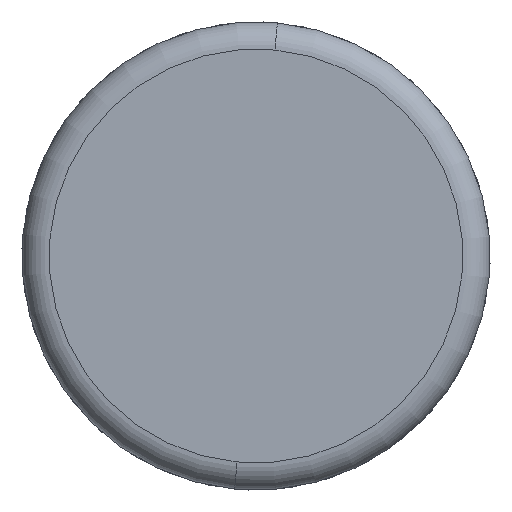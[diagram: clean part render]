
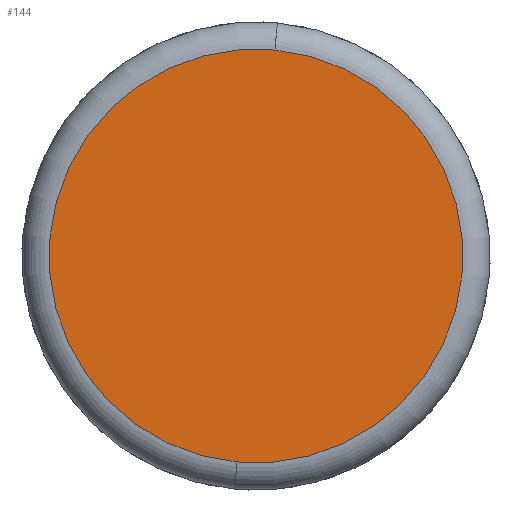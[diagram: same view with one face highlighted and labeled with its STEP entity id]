
A CAD part, left-side view. The second image highlights one B-rep face of the part: STEP entity #144.
In plain terms, the highlighted planar face has unit normal (-1, 0, 0).
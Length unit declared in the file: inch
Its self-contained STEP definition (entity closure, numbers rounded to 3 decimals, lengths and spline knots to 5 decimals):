
#5 = DIRECTION ( 'NONE',  ( 1., 0., 0. ) ) ;
#39 = CARTESIAN_POINT ( 'NONE',  ( 0., 0., 0. ) ) ;
#144 = ADVANCED_FACE ( 'NONE', ( #2479 ), #1495, .F. ) ;
#168 = CARTESIAN_POINT ( 'NONE',  ( 0., 0., -0.3605 ) ) ;
#250 = EDGE_CURVE ( 'NONE', #2125, #949, #374, .T. ) ;
#355 = EDGE_CURVE ( 'NONE', #949, #2125, #2382, .T. ) ;
#374 = CIRCLE ( 'NONE', #1424, 0.3605 ) ;
#647 = CARTESIAN_POINT ( 'NONE',  ( 0., 0., 0. ) ) ;
#648 = DIRECTION ( 'NONE',  ( 1., 0., 0. ) ) ;
#775 = CARTESIAN_POINT ( 'NONE',  ( 0., 0., 0. ) ) ;
#855 = EDGE_LOOP ( 'NONE', ( #2496, #2298 ) ) ;
#949 = VERTEX_POINT ( 'NONE', #1346 ) ;
#1087 = DIRECTION ( 'NONE',  ( 0., 0., -1. ) ) ;
#1292 = AXIS2_PLACEMENT_3D ( 'NONE', #647, #2283, #1087 ) ;
#1346 = CARTESIAN_POINT ( 'NONE',  ( 0., 0., 0.3605 ) ) ;
#1424 = AXIS2_PLACEMENT_3D ( 'NONE', #775, #5, #1810 ) ;
#1495 = PLANE ( 'NONE',  #1292 ) ;
#1810 = DIRECTION ( 'NONE',  ( 0., 0., -1. ) ) ;
#1848 = AXIS2_PLACEMENT_3D ( 'NONE', #39, #648, #2230 ) ;
#2125 = VERTEX_POINT ( 'NONE', #168 ) ;
#2230 = DIRECTION ( 'NONE',  ( 0., 0., -1. ) ) ;
#2283 = DIRECTION ( 'NONE',  ( 1., 0., 0. ) ) ;
#2298 = ORIENTED_EDGE ( 'NONE', *, *, #355, .F. ) ;
#2382 = CIRCLE ( 'NONE', #1848, 0.3605 ) ;
#2479 = FACE_OUTER_BOUND ( 'NONE', #855, .T. ) ;
#2496 = ORIENTED_EDGE ( 'NONE', *, *, #250, .F. ) ;
